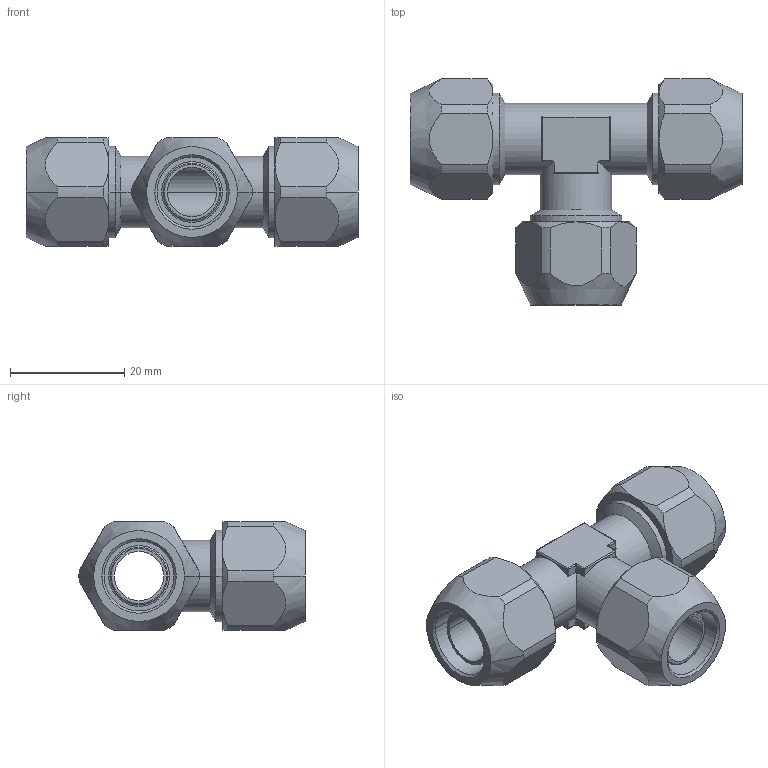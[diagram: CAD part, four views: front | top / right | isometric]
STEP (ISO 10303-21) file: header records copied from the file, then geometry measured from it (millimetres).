
FILE_DESCRIPTION(( 'CX.21.12.12.stp' ), '1');
FILE_NAME( 'CX.21.12.12.stp', '2018-08-24T14:34:42',( 'Sopra'),('sopra-pneumatic.com'), 'SwSTEP 2.0','SolidWorks 2009','' );
FILE_SCHEMA(('CONFIG_CONTROL_DESIGN'));
Length unit declared in the file: millimetre
Products named in the file (1): 362344B_154X4-12-10
Bounding box: 58 x 39.5 x 19 mm (x, y, z)
Volume: 11759.9 mm3; surface area: 9010.2 mm2
Topology: 1 solids, 1 shells, 188 faces, 440 edges, 262 vertices
Faces by surface type: cylinder 76, plane 48, cone 36, torus 16, sphere 12
Entity records: 5690 total; most frequent: CARTESIAN_POINT 1364, DIRECTION 936, ORIENTED_EDGE 880, EDGE_CURVE 440, AXIS2_PLACEMENT_3D 390, VERTEX_POINT 262, CIRCLE 202, EDGE_LOOP 200
